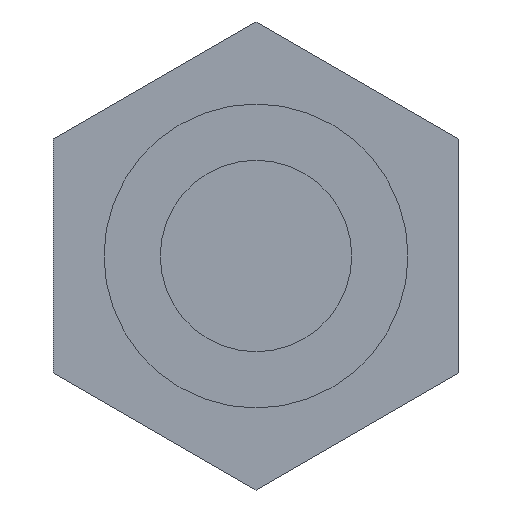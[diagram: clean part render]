
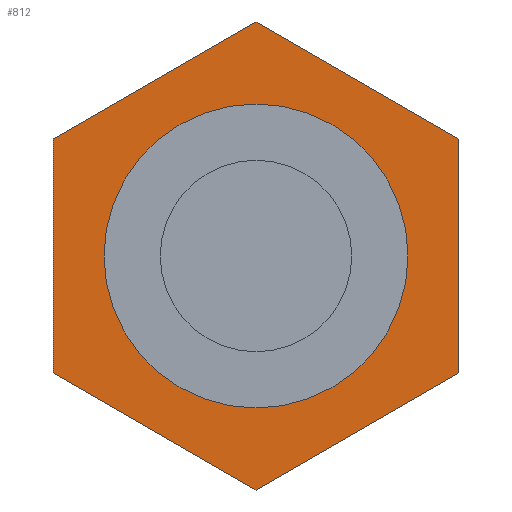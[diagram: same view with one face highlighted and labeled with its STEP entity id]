
A CAD part, front view. The second image highlights one B-rep face of the part: STEP entity #812.
In plain terms, the highlighted planar face has unit normal (0, -1, 0).
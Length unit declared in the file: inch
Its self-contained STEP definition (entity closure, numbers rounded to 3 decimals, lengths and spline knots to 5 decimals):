
#21 = EDGE_CURVE ( 'NONE', #758, #1120, #762, .T. ) ;
#38 = CARTESIAN_POINT ( 'NONE',  ( 0., 0., -0.28868 ) ) ;
#45 = VERTEX_POINT ( 'NONE', #543 ) ;
#57 = PLANE ( 'NONE',  #264 ) ;
#81 = AXIS2_PLACEMENT_3D ( 'NONE', #794, #1277, #334 ) ;
#83 = EDGE_CURVE ( 'NONE', #879, #1027, #589, .T. ) ;
#94 = CARTESIAN_POINT ( 'NONE',  ( 0.25, 0., 0.14434 ) ) ;
#98 = LINE ( 'NONE', #38, #218 ) ;
#152 = CARTESIAN_POINT ( 'NONE',  ( -0.25, 0., 0.14434 ) ) ;
#218 = VECTOR ( 'NONE', #947, 39.37008 ) ;
#224 = CARTESIAN_POINT ( 'NONE',  ( 0., 0., 0.28868 ) ) ;
#229 = ORIENTED_EDGE ( 'NONE', *, *, #1013, .F. ) ;
#259 = DIRECTION ( 'NONE',  ( 0., -1., 0. ) ) ;
#264 = AXIS2_PLACEMENT_3D ( 'NONE', #1131, #1085, #873 ) ;
#266 = ORIENTED_EDGE ( 'NONE', *, *, #1094, .F. ) ;
#272 = EDGE_LOOP ( 'NONE', ( #391, #349, #229, #534, #266, #1092 ) ) ;
#318 = DIRECTION ( 'NONE',  ( 0.866, 0., -0.5 ) ) ;
#334 = DIRECTION ( 'NONE',  ( 0., 0., -1. ) ) ;
#337 = VECTOR ( 'NONE', #865, 39.37008 ) ;
#344 = DIRECTION ( 'NONE',  ( -0.866, 0., -0.5 ) ) ;
#349 = ORIENTED_EDGE ( 'NONE', *, *, #21, .F. ) ;
#365 = VECTOR ( 'NONE', #344, 39.37008 ) ;
#384 = CARTESIAN_POINT ( 'NONE',  ( 0.25, 0., 0.14434 ) ) ;
#385 = CARTESIAN_POINT ( 'NONE',  ( -0.25, 0., -0.14434 ) ) ;
#391 = ORIENTED_EDGE ( 'NONE', *, *, #1119, .F. ) ;
#419 = ORIENTED_EDGE ( 'NONE', *, *, #754, .F. ) ;
#442 = VERTEX_POINT ( 'NONE', #1459 ) ;
#451 = CARTESIAN_POINT ( 'NONE',  ( 0., 0., 0.1875 ) ) ;
#459 = CARTESIAN_POINT ( 'NONE',  ( 0.25, 0., -0.14434 ) ) ;
#534 = ORIENTED_EDGE ( 'NONE', *, *, #1450, .F. ) ;
#543 = CARTESIAN_POINT ( 'NONE',  ( -0.25, 0., -0.14434 ) ) ;
#574 = DIRECTION ( 'NONE',  ( 0., 0., 1. ) ) ;
#589 = LINE ( 'NONE', #94, #1018 ) ;
#661 = CARTESIAN_POINT ( 'NONE',  ( 0., 0., -0.1875 ) ) ;
#754 = EDGE_CURVE ( 'NONE', #1172, #1451, #973, .T. ) ;
#758 = VERTEX_POINT ( 'NONE', #152 ) ;
#762 = LINE ( 'NONE', #1196, #337 ) ;
#792 = CARTESIAN_POINT ( 'NONE',  ( 0., 0., 0. ) ) ;
#794 = CARTESIAN_POINT ( 'NONE',  ( 0., 0., 0. ) ) ;
#797 = AXIS2_PLACEMENT_3D ( 'NONE', #792, #259, #1274 ) ;
#812 = ADVANCED_FACE ( 'NONE', ( #900, #1391 ), #57, .F. ) ;
#824 = LINE ( 'NONE', #385, #904 ) ;
#865 = DIRECTION ( 'NONE',  ( 0.866, 0., 0.5 ) ) ;
#873 = DIRECTION ( 'NONE',  ( 0., 0., 1. ) ) ;
#879 = VERTEX_POINT ( 'NONE', #384 ) ;
#900 = FACE_BOUND ( 'NONE', #1287, .T. ) ;
#904 = VECTOR ( 'NONE', #574, 39.37008 ) ;
#947 = DIRECTION ( 'NONE',  ( -0.866, 0., 0.5 ) ) ;
#967 = DIRECTION ( 'NONE',  ( 0., 0., -1. ) ) ;
#973 = CIRCLE ( 'NONE', #797, 0.1875 ) ;
#976 = EDGE_CURVE ( 'NONE', #1451, #1172, #1127, .T. ) ;
#977 = VECTOR ( 'NONE', #318, 39.37008 ) ;
#1013 = EDGE_CURVE ( 'NONE', #45, #758, #824, .T. ) ;
#1018 = VECTOR ( 'NONE', #967, 39.37008 ) ;
#1027 = VERTEX_POINT ( 'NONE', #1377 ) ;
#1085 = DIRECTION ( 'NONE',  ( 0., 1., 0. ) ) ;
#1092 = ORIENTED_EDGE ( 'NONE', *, *, #83, .F. ) ;
#1094 = EDGE_CURVE ( 'NONE', #1027, #442, #1210, .T. ) ;
#1119 = EDGE_CURVE ( 'NONE', #1120, #879, #1137, .T. ) ;
#1120 = VERTEX_POINT ( 'NONE', #224 ) ;
#1127 = CIRCLE ( 'NONE', #81, 0.1875 ) ;
#1131 = CARTESIAN_POINT ( 'NONE',  ( 0., 0., 0. ) ) ;
#1137 = LINE ( 'NONE', #1326, #977 ) ;
#1172 = VERTEX_POINT ( 'NONE', #661 ) ;
#1196 = CARTESIAN_POINT ( 'NONE',  ( -0.25, 0., 0.14434 ) ) ;
#1210 = LINE ( 'NONE', #459, #365 ) ;
#1274 = DIRECTION ( 'NONE',  ( 0., 0., -1. ) ) ;
#1277 = DIRECTION ( 'NONE',  ( 0., -1., 0. ) ) ;
#1287 = EDGE_LOOP ( 'NONE', ( #1443, #419 ) ) ;
#1326 = CARTESIAN_POINT ( 'NONE',  ( 0., 0., 0.28868 ) ) ;
#1377 = CARTESIAN_POINT ( 'NONE',  ( 0.25, 0., -0.14434 ) ) ;
#1391 = FACE_OUTER_BOUND ( 'NONE', #272, .T. ) ;
#1443 = ORIENTED_EDGE ( 'NONE', *, *, #976, .F. ) ;
#1450 = EDGE_CURVE ( 'NONE', #442, #45, #98, .T. ) ;
#1451 = VERTEX_POINT ( 'NONE', #451 ) ;
#1459 = CARTESIAN_POINT ( 'NONE',  ( 0., 0., -0.28868 ) ) ;
